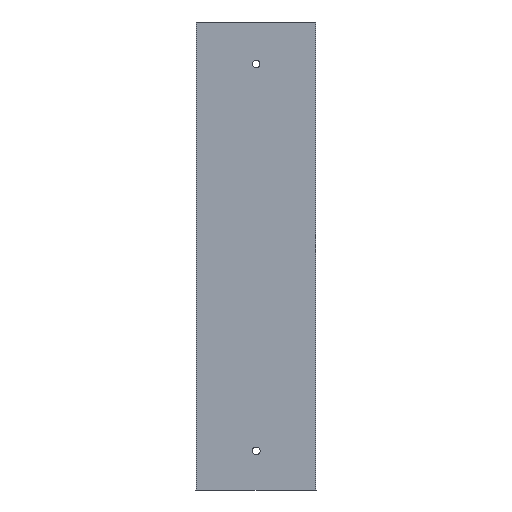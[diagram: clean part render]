
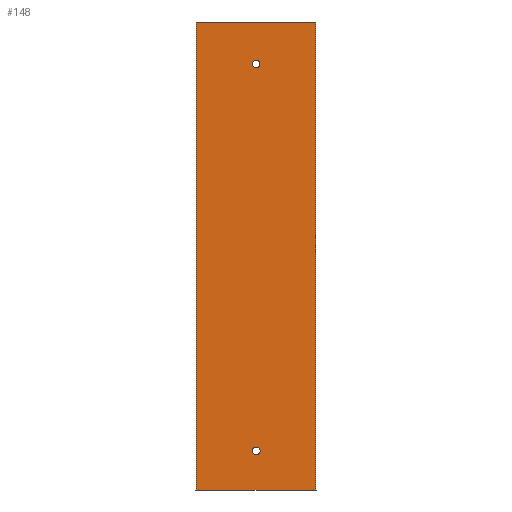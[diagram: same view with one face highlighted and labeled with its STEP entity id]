
A CAD part, front view. The second image highlights one B-rep face of the part: STEP entity #148.
In plain terms, the highlighted planar face has unit normal (0, -1, 0).
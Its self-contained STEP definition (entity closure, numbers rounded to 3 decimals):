
#22=CIRCLE('',#170,3.175);
#23=CIRCLE('',#171,3.175);
#42=ORIENTED_EDGE('',*,*,#70,.F.);
#43=ORIENTED_EDGE('',*,*,#71,.F.);
#44=ORIENTED_EDGE('',*,*,#60,.T.);
#45=ORIENTED_EDGE('',*,*,#64,.T.);
#46=ORIENTED_EDGE('',*,*,#67,.T.);
#47=ORIENTED_EDGE('',*,*,#69,.T.);
#60=EDGE_CURVE('',#77,#76,#88,.T.);
#64=EDGE_CURVE('',#76,#79,#92,.T.);
#67=EDGE_CURVE('',#79,#81,#95,.T.);
#69=EDGE_CURVE('',#81,#77,#97,.T.);
#70=EDGE_CURVE('',#82,#82,#22,.T.);
#71=EDGE_CURVE('',#83,#83,#23,.T.);
#76=VERTEX_POINT('',#221);
#77=VERTEX_POINT('',#223);
#79=VERTEX_POINT('',#229);
#81=VERTEX_POINT('',#235);
#82=VERTEX_POINT('',#242);
#83=VERTEX_POINT('',#244);
#88=LINE('',#222,#100);
#92=LINE('',#230,#104);
#95=LINE('',#236,#107);
#97=LINE('',#239,#109);
#100=VECTOR('',#183,1000.);
#104=VECTOR('',#189,1000.);
#107=VECTOR('',#194,1000.);
#109=VECTOR('',#198,1000.);
#114=EDGE_LOOP('',(#42));
#115=EDGE_LOOP('',(#43));
#116=EDGE_LOOP('',(#44,#45,#46,#47));
#128=FACE_BOUND('',#114,.T.);
#129=FACE_BOUND('',#115,.T.);
#130=FACE_BOUND('',#116,.T.);
#142=PLANE('',#169);
#148=ADVANCED_FACE('',(#128,#129,#130),#142,.T.);
#169=AXIS2_PLACEMENT_3D('',#240,#199,#200);
#170=AXIS2_PLACEMENT_3D('',#241,#201,#202);
#171=AXIS2_PLACEMENT_3D('',#243,#203,#204);
#183=DIRECTION('',(1.,0.,0.));
#189=DIRECTION('',(0.,0.,1.));
#194=DIRECTION('',(-1.,0.,0.));
#198=DIRECTION('',(0.,0.,-1.));
#199=DIRECTION('',(0.,-1.,0.));
#200=DIRECTION('',(0.,0.,-1.));
#201=DIRECTION('',(0.,-1.,0.));
#202=DIRECTION('',(0.,0.,1.));
#203=DIRECTION('',(0.,-1.,0.));
#204=DIRECTION('',(0.,0.,1.));
#221=CARTESIAN_POINT('',(50.,-10.,-195.));
#222=CARTESIAN_POINT('',(-25.,-10.,-195.));
#223=CARTESIAN_POINT('',(-50.,-10.,-195.));
#229=CARTESIAN_POINT('',(49.907,-10.,195.));
#230=CARTESIAN_POINT('',(50.001,-10.,-199.976));
#235=CARTESIAN_POINT('',(-49.907,-10.,195.));
#236=CARTESIAN_POINT('',(25.,-10.,195.));
#239=CARTESIAN_POINT('',(-49.906,-10.,200.006));
#240=CARTESIAN_POINT('',(0.,-10.,0.));
#241=CARTESIAN_POINT('',(0.231,-10.,-162.41));
#242=CARTESIAN_POINT('',(0.231,-10.,-159.235));
#243=CARTESIAN_POINT('',(0.095,-10.,160.));
#244=CARTESIAN_POINT('',(0.095,-10.,163.175));
